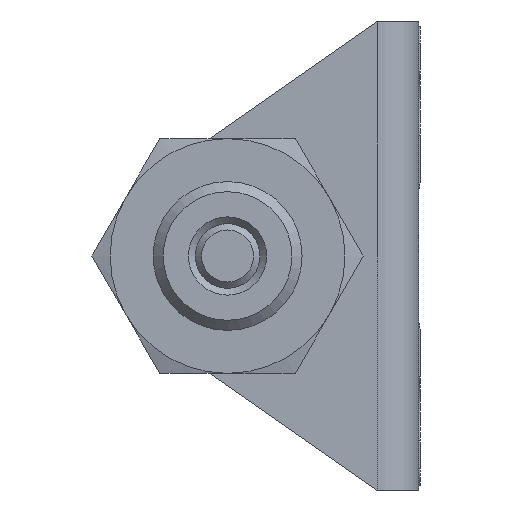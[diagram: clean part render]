
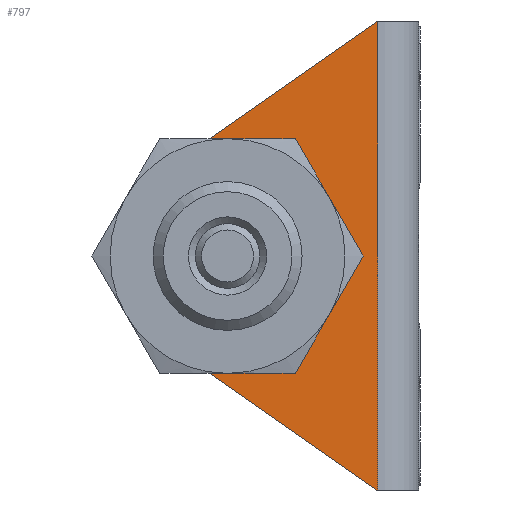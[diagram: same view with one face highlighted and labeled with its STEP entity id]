
A CAD part, left-side view. The second image highlights one B-rep face of the part: STEP entity #797.
In plain terms, the highlighted face is planar.
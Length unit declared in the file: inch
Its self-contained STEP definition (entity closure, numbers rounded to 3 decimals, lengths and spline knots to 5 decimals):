
#797 = ADVANCED_FACE( '', ( #1345, #1346 ), #1347, .F. );
#1345 = FACE_OUTER_BOUND( '', #1933, .T. );
#1346 = FACE_BOUND( '', #1934, .T. );
#1347 = PLANE( '', #1935 );
#1933 = EDGE_LOOP( '', ( #3480, #3481, #3482, #3483, #3484, #3485 ) );
#1934 = EDGE_LOOP( '', ( #3486 ) );
#1935 = AXIS2_PLACEMENT_3D( '', #3487, #3488, #3489 );
#3480 = ORIENTED_EDGE( '', *, *, #4127, .T. );
#3481 = ORIENTED_EDGE( '', *, *, #4131, .F. );
#3482 = ORIENTED_EDGE( '', *, *, #4132, .F. );
#3483 = ORIENTED_EDGE( '', *, *, #4133, .F. );
#3484 = ORIENTED_EDGE( '', *, *, #4134, .F. );
#3485 = ORIENTED_EDGE( '', *, *, #4135, .T. );
#3486 = ORIENTED_EDGE( '', *, *, #4136, .T. );
#3487 = CARTESIAN_POINT( '', ( 1.375, 0.1207, 0. ) );
#3488 = DIRECTION( '', ( 0., 0., 1. ) );
#3489 = DIRECTION( '', ( 1., 0., 0. ) );
#4127 = EDGE_CURVE( '', #4933, #4931, #4934, .T. );
#4131 = EDGE_CURVE( '', #4939, #4931, #4940, .T. );
#4132 = EDGE_CURVE( '', #4941, #4939, #4942, .T. );
#4133 = EDGE_CURVE( '', #4943, #4941, #4944, .T. );
#4134 = EDGE_CURVE( '', #4945, #4943, #4946, .T. );
#4135 = EDGE_CURVE( '', #4945, #4933, #4947, .T. );
#4136 = EDGE_CURVE( '', #4948, #4948, #4949, .T. );
#4931 = VERTEX_POINT( '', #6393 );
#4933 = VERTEX_POINT( '', #6396 );
#4934 = LINE( '', #6397, #6398 );
#4939 = VERTEX_POINT( '', #6404 );
#4940 = LINE( '', #6405, #6406 );
#4941 = VERTEX_POINT( '', #6407 );
#4942 = CIRCLE( '', #6408, 0.375 );
#4943 = VERTEX_POINT( '', #6409 );
#4944 = LINE( '', #6410, #6411 );
#4945 = VERTEX_POINT( '', #6412 );
#4946 = LINE( '', #6413, #6414 );
#4947 = LINE( '', #6415, #6416 );
#4948 = VERTEX_POINT( '', #6417 );
#4949 = CIRCLE( '', #6418, 0.22025 );
#6393 = CARTESIAN_POINT( '', ( 0., 0.125, 0. ) );
#6396 = CARTESIAN_POINT( '', ( 0., 0.1207, 0. ) );
#6397 = CARTESIAN_POINT( '', ( 0., 0.1207, 0. ) );
#6398 = VECTOR( '', #7256, 39.37008 );
#6404 = CARTESIAN_POINT( '', ( 0.38014, 0.66884, 0. ) );
#6405 = CARTESIAN_POINT( '', ( 0.38014, 0.66884, 0. ) );
#6406 = VECTOR( '', #7264, 39.37008 );
#6407 = CARTESIAN_POINT( '', ( 0.99486, 0.66884, 0. ) );
#6408 = AXIS2_PLACEMENT_3D( '', #7265, #7266, #7267 );
#6409 = CARTESIAN_POINT( '', ( 1.375, 0.125, 0. ) );
#6410 = CARTESIAN_POINT( '', ( 1.46237, 0., 0. ) );
#6411 = VECTOR( '', #7268, 39.37008 );
#6412 = CARTESIAN_POINT( '', ( 1.375, 0.1207, 0. ) );
#6413 = CARTESIAN_POINT( '', ( 1.375, 0.1207, 0. ) );
#6414 = VECTOR( '', #7269, 39.37008 );
#6415 = CARTESIAN_POINT( '', ( 1.375, 0.1207, 0. ) );
#6416 = VECTOR( '', #7270, 39.37008 );
#6417 = CARTESIAN_POINT( '', ( 0.90775, 0.5617, 0. ) );
#6418 = AXIS2_PLACEMENT_3D( '', #7271, #7272, #7273 );
#7256 = DIRECTION( '', ( 0., 1., 0. ) );
#7264 = DIRECTION( '', ( -0.573, -0.82, 0. ) );
#7265 = CARTESIAN_POINT( '', ( 0.6875, 0.454, 0. ) );
#7266 = DIRECTION( '', ( 0., 0., 1. ) );
#7267 = DIRECTION( '', ( 1., 0., 0. ) );
#7268 = DIRECTION( '', ( -0.573, 0.82, 0. ) );
#7269 = DIRECTION( '', ( 0., 1., 0. ) );
#7270 = DIRECTION( '', ( -1., 0., 0. ) );
#7271 = CARTESIAN_POINT( '', ( 0.6875, 0.5617, 0. ) );
#7272 = DIRECTION( '', ( 0., 0., 1. ) );
#7273 = DIRECTION( '', ( 1., 0., 0. ) );
